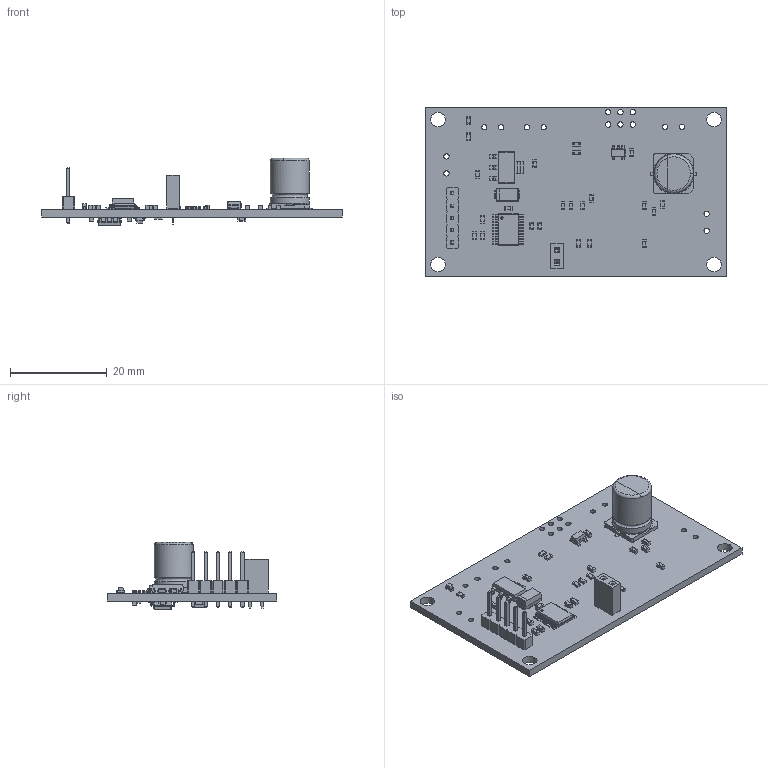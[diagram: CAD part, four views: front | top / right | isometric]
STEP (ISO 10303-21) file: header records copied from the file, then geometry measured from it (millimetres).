
FILE_DESCRIPTION(('KiCad electronic assembly'),'2;1');
FILE_NAME('R2D2-dome-motor.step','2024-11-12T19:57:49',('Pcbnew'),( 'Kicad'),'Open CASCADE STEP processor 7.8','KiCad to STEP converter' ,'Unknown');
FILE_SCHEMA(('AUTOMOTIVE_DESIGN { 1 0 10303 214 1 1 1 1 }'));
Length unit declared in the file: millimetre
Products named in the file (26): R2D2-dome-motor 1; C_0603_1608Metric; SOT-23-5; SOT_23_5; R_0603_1608Metric; TSSOP-20_4.4x6.5mm_P0.65mm; TSSOP_20_44x65mm_P065mm; PinHeader_1x05_P2.54mm_Vertical; PinHeader_1x05_P254mm_Vertical; SOT-223; SOT_223; LED_0603_1608Metric; CP_Elec_8x10.5; CP_Elec_8x105; D_SMA; PinSocket_1x02_P2.54mm_Vertical; PinSocket_1x02_P254mm_Vertical; SOIC-8_3.9x4.9mm_P1.27mm; SOIC_8_39x49mm_P127mm; SOT-23; SOT_23; R2D2-dome-motor_PCB
Assembly tree (52 placements, depth 3):
  R2D2-dome-motor 1
    C_0603_1608Metric  x17
      C_0603_1608Metric
    SOT-23-5
      SOT_23_5
    R_0603_1608Metric  x12
      R_0603_1608Metric
    TSSOP-20_4.4x6.5mm_P0.65mm
      TSSOP_20_44x65mm_P065mm
    PinHeader_1x05_P2.54mm_Vertical
      PinHeader_1x05_P254mm_Vertical
    SOT-223
      SOT_223
    LED_0603_1608Metric
      LED_0603_1608Metric
    CP_Elec_8x10.5
      CP_Elec_8x105
    D_SMA
      D_SMA
    PinSocket_1x02_P2.54mm_Vertical
      PinSocket_1x02_P254mm_Vertical
    SOIC-8_3.9x4.9mm_P1.27mm
      SOIC_8_39x49mm_P127mm
    SOT-23
      SOT_23
    R2D2-dome-motor_PCB
Bounding box: 62 x 35 x 13.95 mm (x, y, z)
Volume: 4261.6 mm3; surface area: 6166.4 mm2
Topology: 40 solids, 40 shells, 1904 faces, 4910 edges, 3141 vertices
Faces by surface type: plane 1228, cylinder 511, bspline 160, torus 4, revolution 1
Full cylindrical faces by diameter (mm): 0.5 x1, 0.6 x1, 1 x7, 1.1 x16, 3 x4, 8 x2
Entity records: 43521 total; most frequent: CARTESIAN_POINT 6945, ORIENTED_EDGE 6020, DIRECTION 5433, EDGE_CURVE 3010, LINE 2366, VECTOR 2366, VERTEX_POINT 1889, AXIS2_PLACEMENT_3D 1533
